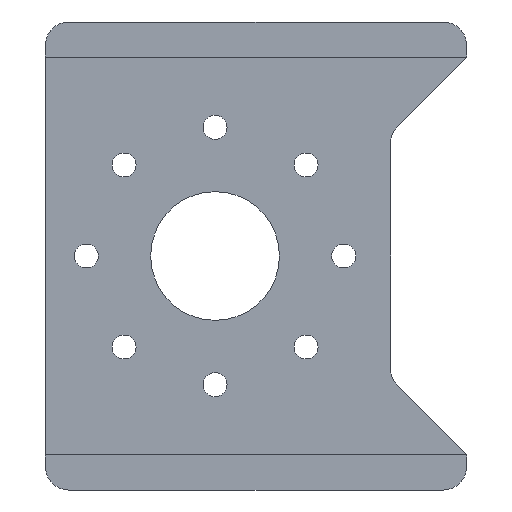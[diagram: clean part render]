
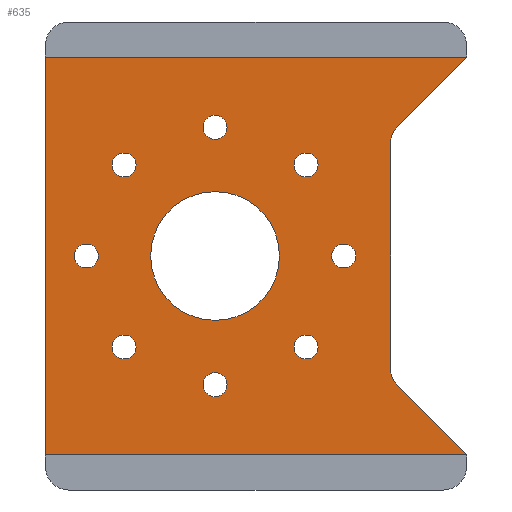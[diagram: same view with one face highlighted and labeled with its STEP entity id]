
A CAD part, front view. The second image highlights one B-rep face of the part: STEP entity #635.
In plain terms, the highlighted planar face has unit normal (0, -1, 0).
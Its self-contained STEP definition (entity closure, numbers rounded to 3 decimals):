
#43=FACE_BOUND('',#161,.T.);
#44=FACE_BOUND('',#162,.T.);
#45=FACE_BOUND('',#163,.T.);
#46=FACE_BOUND('',#164,.T.);
#47=FACE_BOUND('',#165,.T.);
#48=FACE_BOUND('',#166,.T.);
#49=FACE_BOUND('',#167,.T.);
#50=FACE_BOUND('',#168,.T.);
#51=FACE_BOUND('',#169,.T.);
#66=PLANE('',#726);
#99=FACE_OUTER_BOUND('',#160,.T.);
#160=EDGE_LOOP('',(#562,#563,#564,#565,#566,#567,#568,#569));
#161=EDGE_LOOP('',(#570));
#162=EDGE_LOOP('',(#571));
#163=EDGE_LOOP('',(#572));
#164=EDGE_LOOP('',(#573));
#165=EDGE_LOOP('',(#574));
#166=EDGE_LOOP('',(#575));
#167=EDGE_LOOP('',(#576));
#168=EDGE_LOOP('',(#577));
#169=EDGE_LOOP('',(#578));
#177=LINE('',#928,#217);
#202=LINE('',#1017,#242);
#209=LINE('',#1032,#249);
#210=LINE('',#1034,#250);
#211=LINE('',#1079,#251);
#212=LINE('',#1081,#252);
#217=VECTOR('',#742,10.);
#242=VECTOR('',#825,10.);
#249=VECTOR('',#842,10.);
#250=VECTOR('',#845,10.);
#251=VECTOR('',#904,10.);
#252=VECTOR('',#907,10.);
#274=CIRCLE('',#688,2.);
#275=CIRCLE('',#693,2.);
#276=CIRCLE('',#697,1.025);
#277=CIRCLE('',#699,5.5);
#278=CIRCLE('',#701,1.025);
#279=CIRCLE('',#703,1.025);
#280=CIRCLE('',#705,1.025);
#281=CIRCLE('',#707,1.025);
#282=CIRCLE('',#709,1.025);
#283=CIRCLE('',#711,1.025);
#284=CIRCLE('',#713,1.025);
#296=VERTEX_POINT('',#925);
#297=VERTEX_POINT('',#927);
#330=VERTEX_POINT('',#1007);
#331=VERTEX_POINT('',#1011);
#332=VERTEX_POINT('',#1013);
#333=VERTEX_POINT('',#1022);
#334=VERTEX_POINT('',#1026);
#335=VERTEX_POINT('',#1028);
#336=VERTEX_POINT('',#1036);
#337=VERTEX_POINT('',#1039);
#338=VERTEX_POINT('',#1042);
#339=VERTEX_POINT('',#1045);
#340=VERTEX_POINT('',#1048);
#341=VERTEX_POINT('',#1051);
#342=VERTEX_POINT('',#1054);
#343=VERTEX_POINT('',#1057);
#344=VERTEX_POINT('',#1060);
#357=EDGE_CURVE('',#296,#297,#177,.T.);
#400=EDGE_CURVE('',#331,#332,#274,.T.);
#402=EDGE_CURVE('',#331,#330,#202,.T.);
#408=EDGE_CURVE('',#334,#335,#275,.T.);
#410=EDGE_CURVE('',#334,#332,#209,.T.);
#411=EDGE_CURVE('',#333,#335,#210,.T.);
#412=EDGE_CURVE('',#336,#336,#276,.T.);
#413=EDGE_CURVE('',#337,#337,#277,.T.);
#414=EDGE_CURVE('',#338,#338,#278,.T.);
#415=EDGE_CURVE('',#339,#339,#279,.T.);
#416=EDGE_CURVE('',#340,#340,#280,.T.);
#417=EDGE_CURVE('',#341,#341,#281,.T.);
#418=EDGE_CURVE('',#342,#342,#282,.T.);
#419=EDGE_CURVE('',#343,#343,#283,.T.);
#420=EDGE_CURVE('',#344,#344,#284,.T.);
#427=EDGE_CURVE('',#297,#330,#211,.T.);
#428=EDGE_CURVE('',#333,#296,#212,.T.);
#562=ORIENTED_EDGE('',*,*,#402,.T.);
#563=ORIENTED_EDGE('',*,*,#427,.F.);
#564=ORIENTED_EDGE('',*,*,#357,.F.);
#565=ORIENTED_EDGE('',*,*,#428,.F.);
#566=ORIENTED_EDGE('',*,*,#411,.T.);
#567=ORIENTED_EDGE('',*,*,#408,.F.);
#568=ORIENTED_EDGE('',*,*,#410,.T.);
#569=ORIENTED_EDGE('',*,*,#400,.F.);
#570=ORIENTED_EDGE('',*,*,#412,.T.);
#571=ORIENTED_EDGE('',*,*,#413,.T.);
#572=ORIENTED_EDGE('',*,*,#414,.T.);
#573=ORIENTED_EDGE('',*,*,#415,.T.);
#574=ORIENTED_EDGE('',*,*,#416,.T.);
#575=ORIENTED_EDGE('',*,*,#417,.T.);
#576=ORIENTED_EDGE('',*,*,#418,.T.);
#577=ORIENTED_EDGE('',*,*,#419,.T.);
#578=ORIENTED_EDGE('',*,*,#420,.T.);
#635=ADVANCED_FACE('',(#99,#43,#44,#45,#46,#47,#48,#49,#50,#51),#66,.F.);
#688=AXIS2_PLACEMENT_3D('',#1014,#820,#821);
#693=AXIS2_PLACEMENT_3D('',#1029,#837,#838);
#697=AXIS2_PLACEMENT_3D('',#1037,#848,#849);
#699=AXIS2_PLACEMENT_3D('',#1040,#852,#853);
#701=AXIS2_PLACEMENT_3D('',#1043,#856,#857);
#703=AXIS2_PLACEMENT_3D('',#1046,#860,#861);
#705=AXIS2_PLACEMENT_3D('',#1049,#864,#865);
#707=AXIS2_PLACEMENT_3D('',#1052,#868,#869);
#709=AXIS2_PLACEMENT_3D('',#1055,#872,#873);
#711=AXIS2_PLACEMENT_3D('',#1058,#876,#877);
#713=AXIS2_PLACEMENT_3D('',#1061,#880,#881);
#726=AXIS2_PLACEMENT_3D('',#1082,#908,#909);
#742=DIRECTION('',(0.,0.,1.));
#820=DIRECTION('center_axis',(0.,-1.,0.));
#821=DIRECTION('ref_axis',(-0.924,0.,0.383));
#825=DIRECTION('',(0.707,0.,0.707));
#837=DIRECTION('center_axis',(0.,-1.,0.));
#838=DIRECTION('ref_axis',(-0.924,0.,-0.383));
#842=DIRECTION('',(0.,0.,1.));
#845=DIRECTION('',(-0.707,0.,0.707));
#848=DIRECTION('center_axis',(0.,1.,0.));
#849=DIRECTION('ref_axis',(-1.,0.,0.));
#852=DIRECTION('center_axis',(0.,1.,0.));
#853=DIRECTION('ref_axis',(-1.,0.,0.));
#856=DIRECTION('center_axis',(0.,1.,0.));
#857=DIRECTION('ref_axis',(-1.,0.,0.));
#860=DIRECTION('center_axis',(0.,1.,0.));
#861=DIRECTION('ref_axis',(-1.,0.,0.));
#864=DIRECTION('center_axis',(0.,1.,0.));
#865=DIRECTION('ref_axis',(-1.,0.,0.));
#868=DIRECTION('center_axis',(0.,1.,0.));
#869=DIRECTION('ref_axis',(-1.,0.,0.));
#872=DIRECTION('center_axis',(0.,1.,0.));
#873=DIRECTION('ref_axis',(-1.,0.,0.));
#876=DIRECTION('center_axis',(0.,1.,0.));
#877=DIRECTION('ref_axis',(-1.,0.,0.));
#880=DIRECTION('center_axis',(0.,1.,0.));
#881=DIRECTION('ref_axis',(-1.,0.,0.));
#904=DIRECTION('',(1.,0.,0.));
#907=DIRECTION('',(-1.,0.,0.));
#908=DIRECTION('center_axis',(0.,1.,0.));
#909=DIRECTION('ref_axis',(0.,0.,1.));
#925=CARTESIAN_POINT('',(-18.,5.8,-17.));
#927=CARTESIAN_POINT('',(-18.,5.8,17.));
#928=CARTESIAN_POINT('',(-18.,5.8,-10.));
#1007=CARTESIAN_POINT('',(18.,5.8,17.));
#1011=CARTESIAN_POINT('',(12.086,5.8,11.086));
#1013=CARTESIAN_POINT('',(11.5,5.8,9.672));
#1014=CARTESIAN_POINT('Origin',(13.5,5.8,9.672));
#1017=CARTESIAN_POINT('',(9.25,5.8,8.25));
#1022=CARTESIAN_POINT('',(18.,5.8,-17.));
#1026=CARTESIAN_POINT('',(11.5,5.8,-9.672));
#1028=CARTESIAN_POINT('',(12.086,5.8,-11.086));
#1029=CARTESIAN_POINT('Origin',(13.5,5.8,-9.672));
#1032=CARTESIAN_POINT('',(11.5,5.8,5.25));
#1034=CARTESIAN_POINT('',(6.,5.8,-5.));
#1036=CARTESIAN_POINT('',(5.303,5.8,7.778));
#1037=CARTESIAN_POINT('Origin',(4.278,5.8,7.778));
#1039=CARTESIAN_POINT('',(2.,5.8,0.));
#1040=CARTESIAN_POINT('Origin',(-3.5,5.8,0.));
#1042=CARTESIAN_POINT('',(-2.475,5.8,11.));
#1043=CARTESIAN_POINT('Origin',(-3.5,5.8,11.));
#1045=CARTESIAN_POINT('',(-13.475,5.8,0.));
#1046=CARTESIAN_POINT('Origin',(-14.5,5.8,0.));
#1048=CARTESIAN_POINT('',(-2.475,5.8,-11.));
#1049=CARTESIAN_POINT('Origin',(-3.5,5.8,-11.));
#1051=CARTESIAN_POINT('',(8.525,5.8,0.));
#1052=CARTESIAN_POINT('Origin',(7.5,5.8,0.));
#1054=CARTESIAN_POINT('',(5.303,5.8,-7.778));
#1055=CARTESIAN_POINT('Origin',(4.278,5.8,-7.778));
#1057=CARTESIAN_POINT('',(-10.253,5.8,-7.778));
#1058=CARTESIAN_POINT('Origin',(-11.278,5.8,-7.778));
#1060=CARTESIAN_POINT('',(-10.253,5.8,7.778));
#1061=CARTESIAN_POINT('Origin',(-11.278,5.8,7.778));
#1079=CARTESIAN_POINT('',(18.,5.8,17.));
#1081=CARTESIAN_POINT('',(-18.,5.8,-17.));
#1082=CARTESIAN_POINT('Origin',(0.,5.8,0.));
